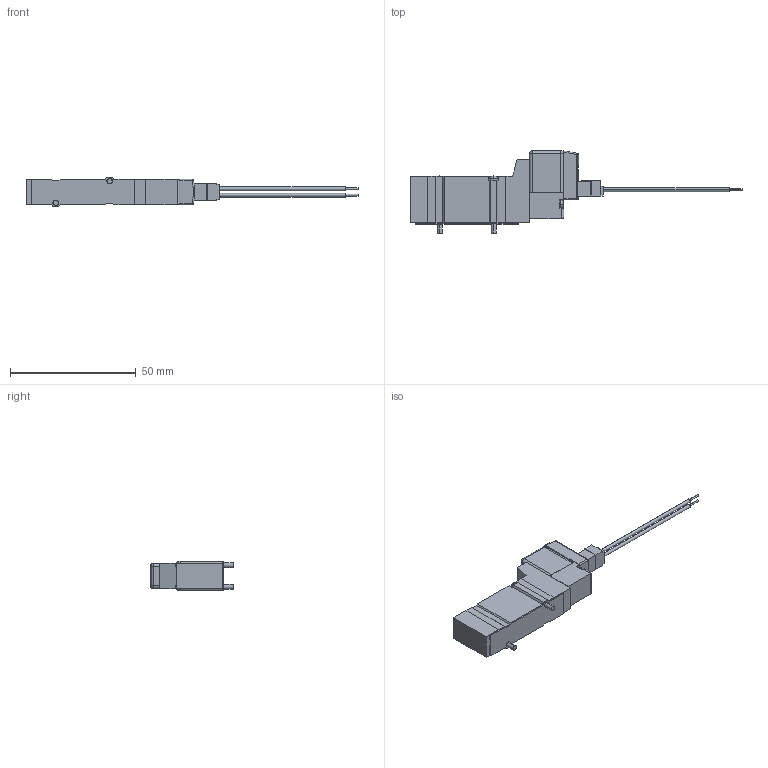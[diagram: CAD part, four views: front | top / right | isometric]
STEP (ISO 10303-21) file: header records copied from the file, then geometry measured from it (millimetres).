
FILE_DESCRIPTION (( 'STEP AP214' ), '1' );
FILE_NAME ('WCP-0804.step', '2022-11-29T21:45:04', ( '' ), ( '' ), 'SwSTEP 2.0', 'SolidWorks 2020', '' );
FILE_SCHEMA (( 'AUTOMOTIVE_DESIGN' ));
Length unit declared in the file: inch
Products named in the file (1): WCP-0804
Bounding box: 131.8 x 32.6 x 11.8 mm (x, y, z)
Volume: 14807.5 mm3; surface area: 9757.4 mm2
Topology: 10 solids, 10 shells, 280 faces, 684 edges, 434 vertices
Faces by surface type: plane 189, cylinder 64, bspline 27
Entity records: 12511 total; most frequent: CARTESIAN_POINT 2271, ORIENTED_EDGE 1340, DIRECTION 1275, EDGE_CURVE 670, VECTOR 503, LINE 503, VERTEX_POINT 434, AXIS2_PLACEMENT_3D 386
